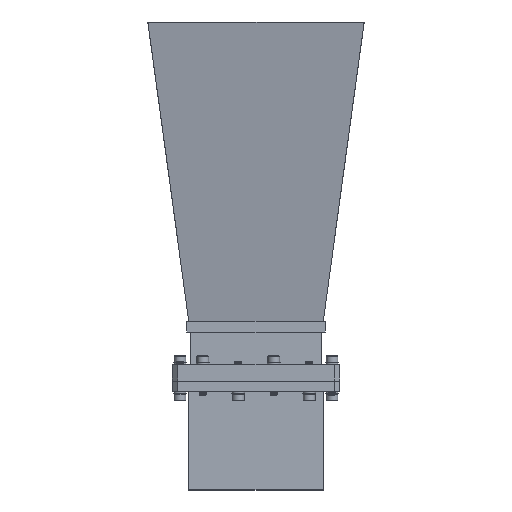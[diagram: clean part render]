
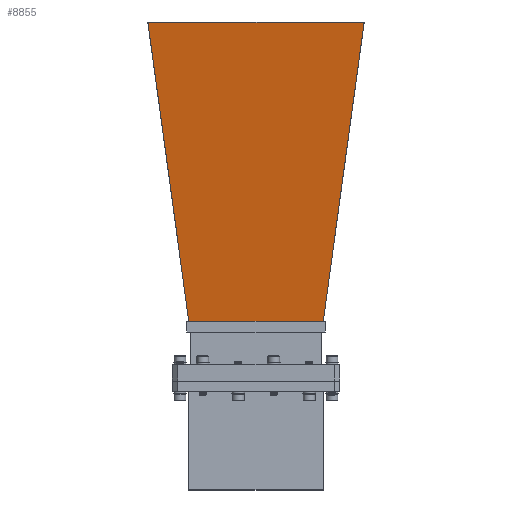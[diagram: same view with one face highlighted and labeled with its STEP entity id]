
A CAD part, front view. The second image highlights one B-rep face of the part: STEP entity #8855.
In plain terms, the highlighted face is planar.
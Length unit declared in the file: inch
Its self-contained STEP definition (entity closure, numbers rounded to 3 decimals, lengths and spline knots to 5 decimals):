
#197 = CARTESIAN_POINT ( 'NONE',  ( -1.54257, 0.375, 0.763 ) ) ;
#504 = FACE_OUTER_BOUND ( 'NONE', #2804, .T. ) ;
#555 = CARTESIAN_POINT ( 'NONE',  ( 9.11294, 7.22597, 1.82083 ) ) ;
#822 = CARTESIAN_POINT ( 'NONE',  ( 9.11294, 7.22597, 1.82083 ) ) ;
#926 = ORIENTED_EDGE ( 'NONE', *, *, #6213, .F. ) ;
#1049 = ORIENTED_EDGE ( 'NONE', *, *, #9750, .T. ) ;
#1233 = LINE ( 'NONE', #9931, #4176 ) ;
#1939 = ORIENTED_EDGE ( 'NONE', *, *, #4664, .T. ) ;
#2243 = PLANE ( 'NONE',  #5632 ) ;
#2804 = EDGE_LOOP ( 'NONE', ( #1049, #9863, #1939, #926 ) ) ;
#3415 = VERTEX_POINT ( 'NONE', #5369 ) ;
#3472 = CARTESIAN_POINT ( 'NONE',  ( 1.54257, 0.375, 0.763 ) ) ;
#3570 = DIRECTION ( 'NONE',  ( 0., 0.153, -0.988 ) ) ;
#3935 = DIRECTION ( 'NONE',  ( -1., 0., 0. ) ) ;
#4176 = VECTOR ( 'NONE', #8883, 39.37008 ) ;
#4664 = EDGE_CURVE ( 'NONE', #8123, #8331, #9018, .T. ) ;
#5369 = CARTESIAN_POINT ( 'NONE',  ( 2.48108, 7.22597, 1.82083 ) ) ;
#5468 = CARTESIAN_POINT ( 'NONE',  ( -2.60045, 8.09734, 1.95538 ) ) ;
#5603 = LINE ( 'NONE', #5468, #8015 ) ;
#5632 = AXIS2_PLACEMENT_3D ( 'NONE', #555, #3570, #6698 ) ;
#6213 = EDGE_CURVE ( 'NONE', #3415, #8331, #1233, .T. ) ;
#6271 = LINE ( 'NONE', #822, #7636 ) ;
#6454 = DIRECTION ( 'NONE',  ( 1., 0., 0. ) ) ;
#6698 = DIRECTION ( 'NONE',  ( 0., 0.988, 0.153 ) ) ;
#7115 = DIRECTION ( 'NONE',  ( 0.134, -0.979, -0.151 ) ) ;
#7389 = CARTESIAN_POINT ( 'NONE',  ( -3.07217, 0.375, 0.763 ) ) ;
#7636 = VECTOR ( 'NONE', #3935, 39.37008 ) ;
#8015 = VECTOR ( 'NONE', #7115, 39.37008 ) ;
#8123 = VERTEX_POINT ( 'NONE', #197 ) ;
#8165 = EDGE_CURVE ( 'NONE', #10000, #8123, #5603, .T. ) ;
#8331 = VERTEX_POINT ( 'NONE', #3472 ) ;
#8817 = CARTESIAN_POINT ( 'NONE',  ( -2.48108, 7.22597, 1.82083 ) ) ;
#8855 = ADVANCED_FACE ( 'NONE', ( #504 ), #2243, .F. ) ;
#8883 = DIRECTION ( 'NONE',  ( -0.134, -0.979, -0.151 ) ) ;
#9018 = LINE ( 'NONE', #7389, #10053 ) ;
#9750 = EDGE_CURVE ( 'NONE', #3415, #10000, #6271, .T. ) ;
#9863 = ORIENTED_EDGE ( 'NONE', *, *, #8165, .T. ) ;
#9931 = CARTESIAN_POINT ( 'NONE',  ( 2.60045, 8.09734, 1.95538 ) ) ;
#10000 = VERTEX_POINT ( 'NONE', #8817 ) ;
#10053 = VECTOR ( 'NONE', #6454, 39.37008 ) ;
